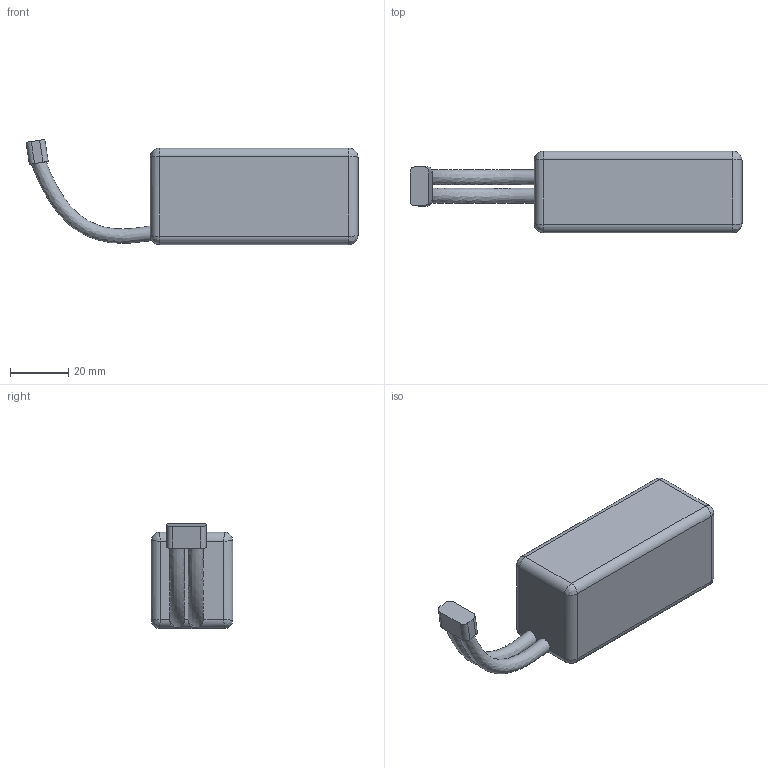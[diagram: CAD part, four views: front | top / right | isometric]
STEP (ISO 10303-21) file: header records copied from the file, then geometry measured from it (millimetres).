
FILE_DESCRIPTION(/* description */ (''),/* implementation_level */ '2;1');
FILE_NAME(/* name */ 'ovonic 1300 4s lipo.step',/* time_stamp */ '2022-08-31T09:09:12-04:00',/* author */ (''),/* organization */ (''),/* preprocessor_version */ 'ST-DEVELOPER v19',/* originating_system */ 'Autodesk Translation Framework v11.7.0.108',/* authorisation */ '');
FILE_SCHEMA (('AUTOMOTIVE_DESIGN { 1 0 10303 214 3 1 1 }'));
Length unit declared in the file: inch
Products named in the file (1): ovonic 1300 4s lipo
Bounding box: 113.73 x 27.94 x 36 mm (x, y, z)
Volume: 67295.5 mm3; surface area: 11800.5 mm2
Topology: 1 solids, 1 shells, 40 faces, 94 edges, 48 vertices
Faces by surface type: cylinder 16, plane 12, bspline 12
Entity records: 1656 total; most frequent: CARTESIAN_POINT 788, ORIENTED_EDGE 172, DIRECTION 168, EDGE_CURVE 86, AXIS2_PLACEMENT_3D 63, VERTEX_POINT 48, EDGE_LOOP 42, LINE 42
